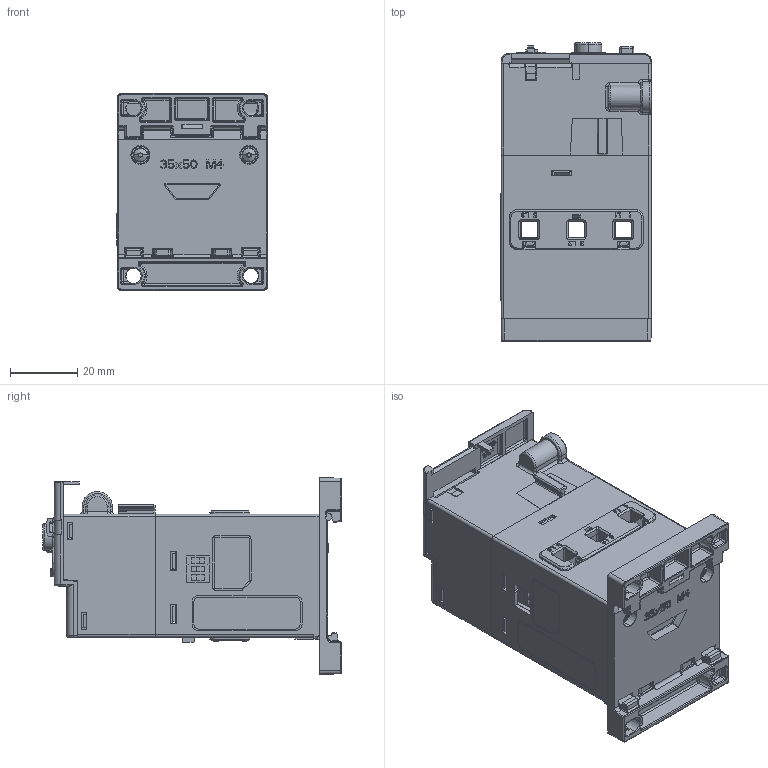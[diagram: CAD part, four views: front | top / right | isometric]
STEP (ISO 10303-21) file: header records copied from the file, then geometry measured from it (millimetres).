
FILE_DESCRIPTION((''),'2;1');
FILE_NAME('40751-518-04_SW0001','2011-01-10T',('GLLehman'),('Rockwell Automation'),'PRO/ENGINEER BY PARAMETRIC TECHNOLOGY CORPORATION, 2005110','PRO/ENGINEER BY PARAMETRIC TECHNOLOGY CORPORATION, 2005110','');
FILE_SCHEMA(('CONFIG_CONTROL_DESIGN'));
Products named in the file (1): 40751-518-04_SW0001
Bounding box: 44.93 x 88.95 x 58.6 mm (x, y, z)
Surface area: 85862.8 mm2 (no closed solid volume)
Topology: 0 solids, 361 shells, 5104 faces, 20353 edges, 15231 vertices
Faces by surface type: plane 3235, cylinder 1366, bspline 235, cone 120, torus 84, sphere 64
Entity records: 225141 total; most frequent: CARTESIAN_POINT 62683, DIRECTION 30925, ORIENTED_EDGE 30895, EDGE_CURVE 20350, VECTOR 15877, LINE 15877, VERTEX_POINT 15230, AXIS2_PLACEMENT_3D 7524
